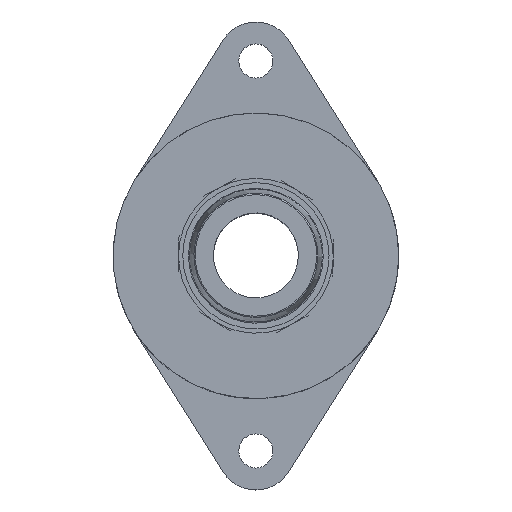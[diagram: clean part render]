
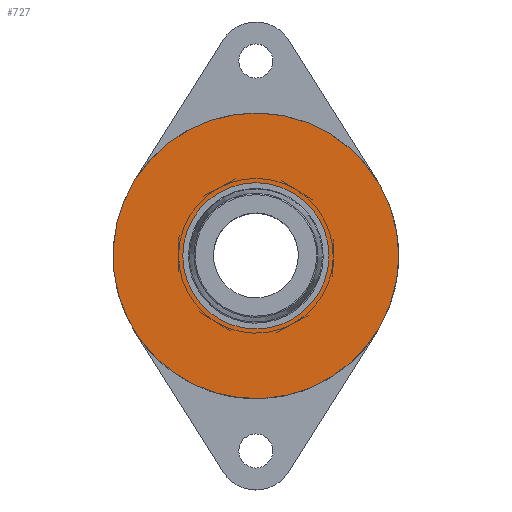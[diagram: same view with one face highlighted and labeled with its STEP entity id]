
A CAD part, top view. The second image highlights one B-rep face of the part: STEP entity #727.
In plain terms, the highlighted planar face has unit normal (0, 0, 1).
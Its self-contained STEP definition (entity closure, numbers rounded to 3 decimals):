
#53=FACE_BOUND('',#135,.T.);
#67=PLANE('',#828);
#90=FACE_OUTER_BOUND('',#134,.T.);
#134=EDGE_LOOP('',(#510,#511));
#135=EDGE_LOOP('',(#512,#513));
#266=CIRCLE('',#823,7.5);
#267=CIRCLE('',#824,7.5);
#270=CIRCLE('',#829,14.65);
#271=CIRCLE('',#830,14.65);
#322=VERTEX_POINT('',#1174);
#323=VERTEX_POINT('',#1175);
#326=VERTEX_POINT('',#1185);
#327=VERTEX_POINT('',#1186);
#396=EDGE_CURVE('',#322,#323,#266,.T.);
#397=EDGE_CURVE('',#323,#322,#267,.T.);
#401=EDGE_CURVE('',#326,#327,#270,.T.);
#402=EDGE_CURVE('',#327,#326,#271,.T.);
#510=ORIENTED_EDGE('',*,*,#401,.T.);
#511=ORIENTED_EDGE('',*,*,#402,.T.);
#512=ORIENTED_EDGE('',*,*,#396,.T.);
#513=ORIENTED_EDGE('',*,*,#397,.T.);
#727=ADVANCED_FACE('',(#90,#53),#67,.T.);
#823=AXIS2_PLACEMENT_3D('',#1176,#930,#931);
#824=AXIS2_PLACEMENT_3D('',#1177,#932,#933);
#828=AXIS2_PLACEMENT_3D('',#1184,#941,#942);
#829=AXIS2_PLACEMENT_3D('',#1187,#943,#944);
#830=AXIS2_PLACEMENT_3D('',#1188,#945,#946);
#930=DIRECTION('center_axis',(0.,0.,-1.));
#931=DIRECTION('ref_axis',(1.,0.,0.));
#932=DIRECTION('center_axis',(0.,0.,-1.));
#933=DIRECTION('ref_axis',(1.,0.,0.));
#941=DIRECTION('center_axis',(0.,0.,1.));
#942=DIRECTION('ref_axis',(1.,0.,0.));
#943=DIRECTION('center_axis',(0.,0.,1.));
#944=DIRECTION('ref_axis',(1.,0.,0.));
#945=DIRECTION('center_axis',(0.,0.,1.));
#946=DIRECTION('ref_axis',(1.,0.,0.));
#1174=CARTESIAN_POINT('',(7.5,0.,12.));
#1175=CARTESIAN_POINT('',(-7.5,0.,12.));
#1176=CARTESIAN_POINT('Origin',(0.,0.,12.));
#1177=CARTESIAN_POINT('Origin',(0.,0.,12.));
#1184=CARTESIAN_POINT('Origin',(0.,0.,12.));
#1185=CARTESIAN_POINT('',(14.65,0.,12.));
#1186=CARTESIAN_POINT('',(-12.4,7.801,12.));
#1187=CARTESIAN_POINT('Origin',(0.,0.,12.));
#1188=CARTESIAN_POINT('Origin',(0.,0.,12.));
